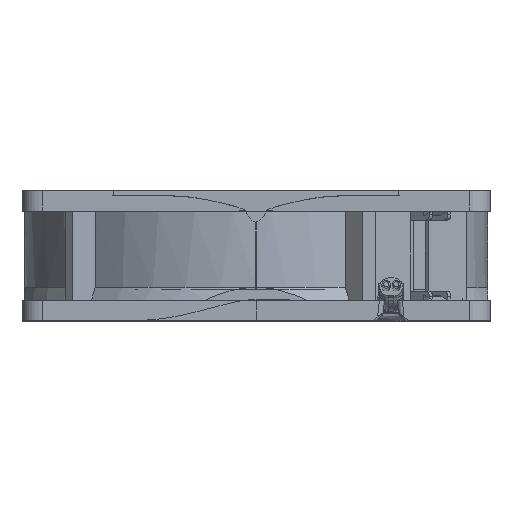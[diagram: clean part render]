
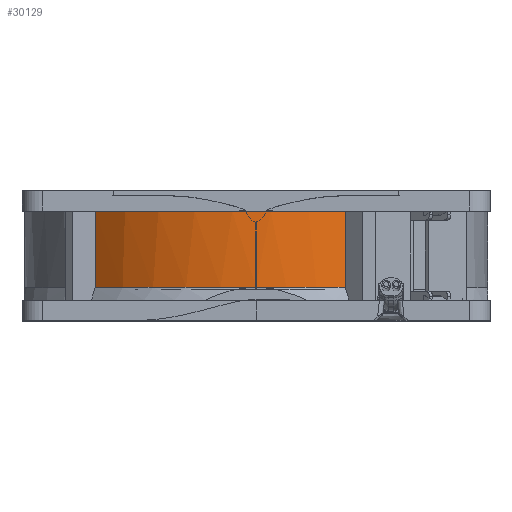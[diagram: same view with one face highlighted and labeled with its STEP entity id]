
A CAD part, top view. The second image highlights one B-rep face of the part: STEP entity #30129.
In plain terms, the highlighted face is a revolution surface.
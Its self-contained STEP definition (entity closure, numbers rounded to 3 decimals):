
#30129 = ADVANCED_FACE('',(#30130),#30145,.T.);
#30130 = FACE_BOUND('',#30131,.T.);
#30131 = EDGE_LOOP('',(#30132,#30158,#30173,#30189,#30205));
#30132 = ORIENTED_EDGE('',*,*,#30133,.F.);
#30133 = EDGE_CURVE('',#30134,#30136,#30138,.T.);
#30134 = VERTEX_POINT('',#30135);
#30135 = CARTESIAN_POINT('',(17.533,21.5,42.095));
#30136 = VERTEX_POINT('',#30137);
#30137 = CARTESIAN_POINT('',(-31.618,21.5,32.858));
#30138 = SURFACE_CURVE('',#30139,(#30144),.PCURVE_S1.);
#30139 = CIRCLE('',#30140,45.6);
#30140 = AXIS2_PLACEMENT_3D('',#30141,#30142,#30143);
#30141 = CARTESIAN_POINT('',(0.,21.5,0.)
  );
#30142 = DIRECTION('',(0.,-1.,0.));
#30143 = DIRECTION('',(0.384,0.,0.923)
  );
#30144 = PCURVE('',#30145,#30153);
#30145 = SURFACE_OF_REVOLUTION('',#30146,#30150);
#30146 = LINE('',#30147,#30148);
#30147 = CARTESIAN_POINT('',(0.,21.5,-45.6));
#30148 = VECTOR('',#30149,1.);
#30149 = DIRECTION('',(0.,-1.,0.));
#30150 = AXIS1_PLACEMENT('',#30151,#30152);
#30151 = CARTESIAN_POINT('',(0.,22.375,0.));
#30152 = DIRECTION('',(0.,1.,0.));
#30153 = DEFINITIONAL_REPRESENTATION('',(#30154),#30157);
#30154 = B_SPLINE_CURVE_WITH_KNOTS('',1,(#30155,#30156),.UNSPECIFIED.,
  .F.,.F.,(2,2),(0.,1.161),
  .PIECEWISE_BEZIER_KNOTS.);
#30155 = CARTESIAN_POINT('',(3.536,0.));
#30156 = CARTESIAN_POINT('',(2.375,0.));
#30157 = ( GEOMETRIC_REPRESENTATION_CONTEXT(2) 
PARAMETRIC_REPRESENTATION_CONTEXT() REPRESENTATION_CONTEXT('2D SPACE',''
  ) );
#30158 = ORIENTED_EDGE('',*,*,#30159,.F.);
#30159 = EDGE_CURVE('',#30160,#30134,#30162,.T.);
#30160 = VERTEX_POINT('',#30161);
#30161 = CARTESIAN_POINT('',(17.533,6.5,
    42.095));
#30162 = SURFACE_CURVE('',#30163,(#30167),.PCURVE_S1.);
#30163 = LINE('',#30164,#30165);
#30164 = CARTESIAN_POINT('',(17.533,6.5,42.095));
#30165 = VECTOR('',#30166,1.);
#30166 = DIRECTION('',(0.,1.,0.));
#30167 = PCURVE('',#30145,#30168);
#30168 = DEFINITIONAL_REPRESENTATION('',(#30169),#30172);
#30169 = B_SPLINE_CURVE_WITH_KNOTS('',1,(#30170,#30171),.UNSPECIFIED.,
  .F.,.F.,(2,2),(0.,15.),.PIECEWISE_BEZIER_KNOTS.);
#30170 = CARTESIAN_POINT('',(3.536,15.));
#30171 = CARTESIAN_POINT('',(3.536,0.));
#30172 = ( GEOMETRIC_REPRESENTATION_CONTEXT(2) 
PARAMETRIC_REPRESENTATION_CONTEXT() REPRESENTATION_CONTEXT('2D SPACE',''
  ) );
#30173 = ORIENTED_EDGE('',*,*,#30174,.F.);
#30174 = EDGE_CURVE('',#30175,#30160,#30177,.T.);
#30175 = VERTEX_POINT('',#30176);
#30176 = CARTESIAN_POINT('',(0.,6.5,45.6));
#30177 = SURFACE_CURVE('',#30178,(#30183),.PCURVE_S1.);
#30178 = CIRCLE('',#30179,45.6);
#30179 = AXIS2_PLACEMENT_3D('',#30180,#30181,#30182);
#30180 = CARTESIAN_POINT('',(0.,6.5,
    0.));
#30181 = DIRECTION('',(0.,1.,0.));
#30182 = DIRECTION('',(0.,0.,1.));
#30183 = PCURVE('',#30145,#30184);
#30184 = DEFINITIONAL_REPRESENTATION('',(#30185),#30188);
#30185 = B_SPLINE_CURVE_WITH_KNOTS('',1,(#30186,#30187),.UNSPECIFIED.,
  .F.,.F.,(2,2),(0.,0.395),
  .PIECEWISE_BEZIER_KNOTS.);
#30186 = CARTESIAN_POINT('',(3.142,15.));
#30187 = CARTESIAN_POINT('',(3.536,15.));
#30188 = ( GEOMETRIC_REPRESENTATION_CONTEXT(2) 
PARAMETRIC_REPRESENTATION_CONTEXT() REPRESENTATION_CONTEXT('2D SPACE',''
  ) );
#30189 = ORIENTED_EDGE('',*,*,#30190,.F.);
#30190 = EDGE_CURVE('',#30191,#30175,#30193,.T.);
#30191 = VERTEX_POINT('',#30192);
#30192 = CARTESIAN_POINT('',(-31.618,6.5,32.858));
#30193 = SURFACE_CURVE('',#30194,(#30199),.PCURVE_S1.);
#30194 = CIRCLE('',#30195,45.6);
#30195 = AXIS2_PLACEMENT_3D('',#30196,#30197,#30198);
#30196 = CARTESIAN_POINT('',(0.,6.5,
    0.));
#30197 = DIRECTION('',(0.,1.,0.));
#30198 = DIRECTION('',(-0.693,0.,0.721
    ));
#30199 = PCURVE('',#30145,#30200);
#30200 = DEFINITIONAL_REPRESENTATION('',(#30201),#30204);
#30201 = B_SPLINE_CURVE_WITH_KNOTS('',1,(#30202,#30203),.UNSPECIFIED.,
  .F.,.F.,(2,2),(0.,0.766),.PIECEWISE_BEZIER_KNOTS.);
#30202 = CARTESIAN_POINT('',(2.375,15.));
#30203 = CARTESIAN_POINT('',(3.142,15.));
#30204 = ( GEOMETRIC_REPRESENTATION_CONTEXT(2) 
PARAMETRIC_REPRESENTATION_CONTEXT() REPRESENTATION_CONTEXT('2D SPACE',''
  ) );
#30205 = ORIENTED_EDGE('',*,*,#30206,.F.);
#30206 = EDGE_CURVE('',#30136,#30191,#30207,.T.);
#30207 = SURFACE_CURVE('',#30208,(#30212),.PCURVE_S1.);
#30208 = LINE('',#30209,#30210);
#30209 = CARTESIAN_POINT('',(-31.618,21.5,32.858));
#30210 = VECTOR('',#30211,1.);
#30211 = DIRECTION('',(0.,-1.,0.));
#30212 = PCURVE('',#30145,#30213);
#30213 = DEFINITIONAL_REPRESENTATION('',(#30214),#30217);
#30214 = B_SPLINE_CURVE_WITH_KNOTS('',1,(#30215,#30216),.UNSPECIFIED.,
  .F.,.F.,(2,2),(0.,15.),.PIECEWISE_BEZIER_KNOTS.);
#30215 = CARTESIAN_POINT('',(2.375,0.));
#30216 = CARTESIAN_POINT('',(2.375,15.));
#30217 = ( GEOMETRIC_REPRESENTATION_CONTEXT(2) 
PARAMETRIC_REPRESENTATION_CONTEXT() REPRESENTATION_CONTEXT('2D SPACE',''
  ) );
